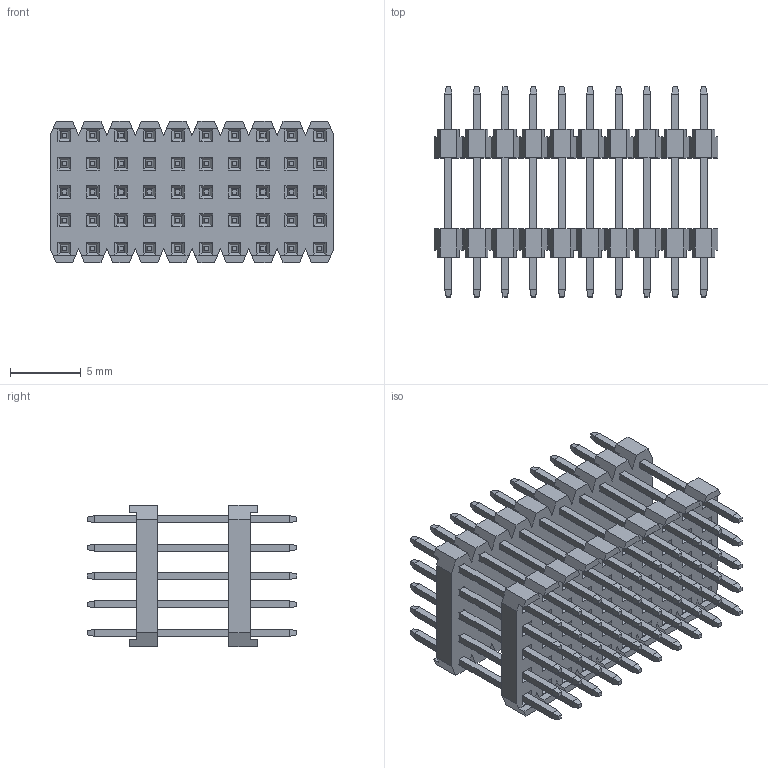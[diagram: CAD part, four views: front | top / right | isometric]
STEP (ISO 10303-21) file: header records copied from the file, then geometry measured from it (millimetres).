
FILE_DESCRIPTION( ('This file contains a STEP AP42 implementation' ,'as created by ZW3D STEP Interface translator.') ,'2;1' );
FILE_NAME( '1220-25XXXXSXXXXX01.stp' ,'23 327.11 350', (''), ('ZWCAD Software Co.'), 'Version 1.0', 'ZW3D to STEP translator', '' );
FILE_SCHEMA(('AUTOMOTIVE_DESIGN { 1 0 10303 214 1 1 1 1 }'));
Length unit declared in the file: millimetre
Products named in the file (1): 0
Bounding box: 20 x 14.8 x 10 mm (x, y, z)
Volume: 727 mm3; surface area: 2820.6 mm2
Topology: 102 solids, 102 shells, 2008 faces, 4612 edges, 2808 vertices
Faces by surface type: plane 2008
Entity records: 56609 total; most frequent: CARTESIAN_POINT 9429, ORIENTED_EDGE 9224, DIRECTION 8630, VECTOR 4612, LINE 4612, EDGE_CURVE 4612, VERTEX_POINT 2808, EDGE_LOOP 2208
